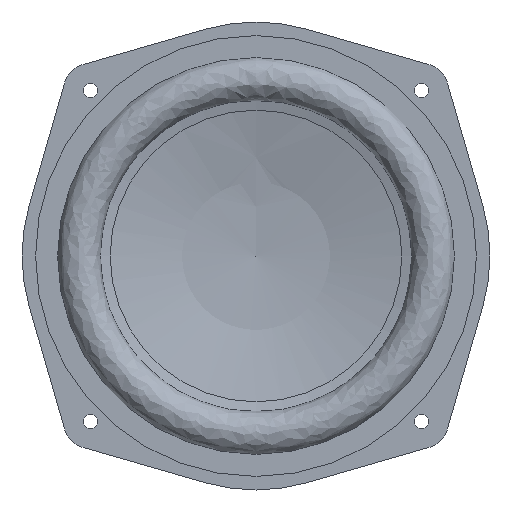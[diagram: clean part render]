
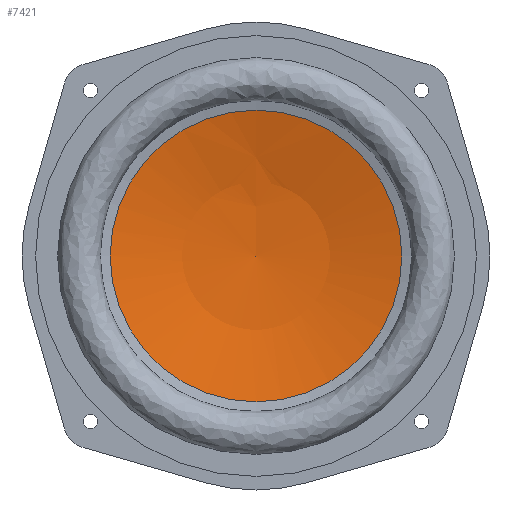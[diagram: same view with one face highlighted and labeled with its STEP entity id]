
A CAD part, front view. The second image highlights one B-rep face of the part: STEP entity #7421.
In plain terms, the highlighted spherical face has radius 158.434 mm.
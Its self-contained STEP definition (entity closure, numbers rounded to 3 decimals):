
#7354 = CONICAL_SURFACE('',#7355,43.136,0.276);
#7355 = AXIS2_PLACEMENT_3D('',#7356,#7357,#7358);
#7356 = CARTESIAN_POINT('',(0.,2.367,
    0.));
#7357 = DIRECTION('',(0.,1.,0.));
#7358 = DIRECTION('',(0.,0.,1.));
#7370 = EDGE_CURVE('',#7371,#7371,#7373,.T.);
#7371 = VERTEX_POINT('',#7372);
#7372 = CARTESIAN_POINT('',(0.,2.367,
    43.136));
#7373 = SURFACE_CURVE('',#7374,(#7379,#7386),.PCURVE_S1.);
#7374 = CIRCLE('',#7375,43.136);
#7375 = AXIS2_PLACEMENT_3D('',#7376,#7377,#7378);
#7376 = CARTESIAN_POINT('',(0.,2.367,
    0.));
#7377 = DIRECTION('',(0.,1.,0.));
#7378 = DIRECTION('',(0.,0.,1.));
#7379 = PCURVE('',#7354,#7380);
#7380 = DEFINITIONAL_REPRESENTATION('',(#7381),#7385);
#7381 = LINE('',#7382,#7383);
#7382 = CARTESIAN_POINT('',(0.,0.));
#7383 = VECTOR('',#7384,1.);
#7384 = DIRECTION('',(1.,-0.));
#7385 = ( GEOMETRIC_REPRESENTATION_CONTEXT(2) 
PARAMETRIC_REPRESENTATION_CONTEXT() REPRESENTATION_CONTEXT('2D SPACE',''
  ) );
#7386 = PCURVE('',#7387,#7392);
#7387 = SPHERICAL_SURFACE('',#7388,158.434);
#7388 = AXIS2_PLACEMENT_3D('',#7389,#7390,#7391);
#7389 = CARTESIAN_POINT('',(0.,-150.081,
    0.));
#7390 = DIRECTION('',(0.,-1.,0.));
#7391 = DIRECTION('',(0.,0.,1.));
#7392 = DEFINITIONAL_REPRESENTATION('',(#7393),#7397);
#7393 = LINE('',#7394,#7395);
#7394 = CARTESIAN_POINT('',(-0.,-1.295));
#7395 = VECTOR('',#7396,1.);
#7396 = DIRECTION('',(-1.,0.));
#7397 = ( GEOMETRIC_REPRESENTATION_CONTEXT(2) 
PARAMETRIC_REPRESENTATION_CONTEXT() REPRESENTATION_CONTEXT('2D SPACE',''
  ) );
#7421 = ADVANCED_FACE('',(#7422),#7387,.F.);
#7422 = FACE_BOUND('',#7423,.T.);
#7423 = EDGE_LOOP('',(#7424,#7448,#7449));
#7424 = ORIENTED_EDGE('',*,*,#7425,.T.);
#7425 = EDGE_CURVE('',#7426,#7371,#7428,.T.);
#7426 = VERTEX_POINT('',#7427);
#7427 = CARTESIAN_POINT('',(0.,8.352,
    0.));
#7428 = SEAM_CURVE('',#7429,(#7434,#7441),.PCURVE_S1.);
#7429 = CIRCLE('',#7430,158.434);
#7430 = AXIS2_PLACEMENT_3D('',#7431,#7432,#7433);
#7431 = CARTESIAN_POINT('',(0.,-150.081,
    0.));
#7432 = DIRECTION('',(1.,0.,0.));
#7433 = DIRECTION('',(0.,1.,0.));
#7434 = PCURVE('',#7387,#7435);
#7435 = DEFINITIONAL_REPRESENTATION('',(#7436),#7440);
#7436 = LINE('',#7437,#7438);
#7437 = CARTESIAN_POINT('',(-0.,-1.571));
#7438 = VECTOR('',#7439,1.);
#7439 = DIRECTION('',(-0.,1.));
#7440 = ( GEOMETRIC_REPRESENTATION_CONTEXT(2) 
PARAMETRIC_REPRESENTATION_CONTEXT() REPRESENTATION_CONTEXT('2D SPACE',''
  ) );
#7441 = PCURVE('',#7387,#7442);
#7442 = DEFINITIONAL_REPRESENTATION('',(#7443),#7447);
#7443 = LINE('',#7444,#7445);
#7444 = CARTESIAN_POINT('',(-6.283,-1.571));
#7445 = VECTOR('',#7446,1.);
#7446 = DIRECTION('',(-0.,1.));
#7447 = ( GEOMETRIC_REPRESENTATION_CONTEXT(2) 
PARAMETRIC_REPRESENTATION_CONTEXT() REPRESENTATION_CONTEXT('2D SPACE',''
  ) );
#7448 = ORIENTED_EDGE('',*,*,#7370,.F.);
#7449 = ORIENTED_EDGE('',*,*,#7425,.F.);
